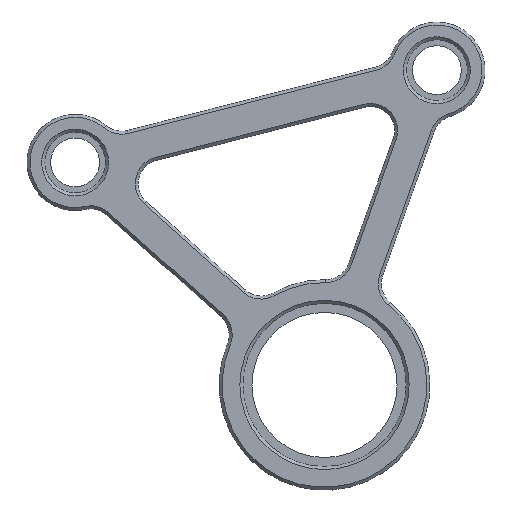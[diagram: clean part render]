
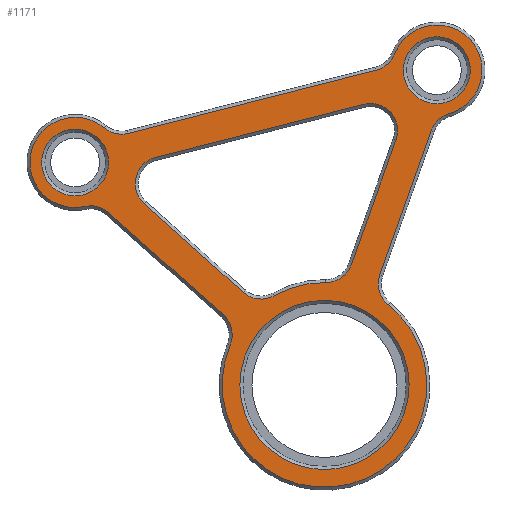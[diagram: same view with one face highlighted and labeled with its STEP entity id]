
A CAD part, left-side view. The second image highlights one B-rep face of the part: STEP entity #1171.
In plain terms, the highlighted planar face has unit normal (-1, 0, 0).
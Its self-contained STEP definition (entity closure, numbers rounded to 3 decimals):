
#39=FACE_BOUND('',#170,.T.);
#40=FACE_BOUND('',#171,.T.);
#41=FACE_BOUND('',#172,.T.);
#42=FACE_BOUND('',#173,.T.);
#51=PLANE('',#1298);
#88=FACE_OUTER_BOUND('',#169,.T.);
#169=EDGE_LOOP('',(#869,#870,#871,#872,#873,#874,#875,#876,#877,#878,#879,
#880));
#170=EDGE_LOOP('',(#881));
#171=EDGE_LOOP('',(#882));
#172=EDGE_LOOP('',(#883));
#173=EDGE_LOOP('',(#884,#885,#886,#887,#888,#889,#890,#891));
#247=LINE('',#1877,#343);
#254=LINE('',#1903,#350);
#258=LINE('',#1915,#354);
#266=LINE('',#1945,#362);
#267=LINE('',#1953,#363);
#268=LINE('',#1961,#364);
#343=VECTOR('',#1473,10.);
#350=VECTOR('',#1500,10.);
#354=VECTOR('',#1512,10.);
#362=VECTOR('',#1546,10.);
#363=VECTOR('',#1553,10.);
#364=VECTOR('',#1560,10.);
#450=CIRCLE('',#1276,4.5);
#451=CIRCLE('',#1278,17.);
#454=CIRCLE('',#1282,4.5);
#456=CIRCLE('',#1286,4.5);
#458=CIRCLE('',#1290,4.5);
#462=CIRCLE('',#1299,7.5);
#463=CIRCLE('',#1300,4.5);
#464=CIRCLE('',#1301,4.5);
#465=CIRCLE('',#1302,17.);
#466=CIRCLE('',#1303,4.5);
#467=CIRCLE('',#1304,4.5);
#468=CIRCLE('',#1305,7.5);
#469=CIRCLE('',#1306,4.5);
#470=CIRCLE('',#1307,4.5);
#471=CIRCLE('',#1308,5.55);
#472=CIRCLE('',#1309,14.05);
#473=CIRCLE('',#1310,5.55);
#532=VERTEX_POINT('',#1874);
#533=VERTEX_POINT('',#1876);
#536=VERTEX_POINT('',#1884);
#538=VERTEX_POINT('',#1889);
#540=VERTEX_POINT('',#1896);
#542=VERTEX_POINT('',#1901);
#544=VERTEX_POINT('',#1908);
#546=VERTEX_POINT('',#1913);
#552=VERTEX_POINT('',#1939);
#553=VERTEX_POINT('',#1940);
#554=VERTEX_POINT('',#1942);
#555=VERTEX_POINT('',#1944);
#556=VERTEX_POINT('',#1946);
#557=VERTEX_POINT('',#1948);
#558=VERTEX_POINT('',#1950);
#559=VERTEX_POINT('',#1952);
#560=VERTEX_POINT('',#1954);
#561=VERTEX_POINT('',#1956);
#562=VERTEX_POINT('',#1958);
#563=VERTEX_POINT('',#1960);
#564=VERTEX_POINT('',#1963);
#565=VERTEX_POINT('',#1965);
#566=VERTEX_POINT('',#1967);
#638=EDGE_CURVE('',#532,#533,#247,.T.);
#643=EDGE_CURVE('',#536,#532,#450,.T.);
#645=EDGE_CURVE('',#538,#536,#451,.T.);
#649=EDGE_CURVE('',#540,#538,#454,.T.);
#651=EDGE_CURVE('',#542,#540,#254,.T.);
#655=EDGE_CURVE('',#544,#542,#456,.T.);
#657=EDGE_CURVE('',#546,#544,#258,.T.);
#660=EDGE_CURVE('',#533,#546,#458,.T.);
#670=EDGE_CURVE('',#552,#553,#462,.T.);
#671=EDGE_CURVE('',#554,#552,#463,.T.);
#672=EDGE_CURVE('',#555,#554,#266,.T.);
#673=EDGE_CURVE('',#556,#555,#464,.T.);
#674=EDGE_CURVE('',#557,#556,#465,.T.);
#675=EDGE_CURVE('',#558,#557,#466,.T.);
#676=EDGE_CURVE('',#559,#558,#267,.T.);
#677=EDGE_CURVE('',#560,#559,#467,.T.);
#678=EDGE_CURVE('',#561,#560,#468,.T.);
#679=EDGE_CURVE('',#562,#561,#469,.T.);
#680=EDGE_CURVE('',#563,#562,#268,.T.);
#681=EDGE_CURVE('',#553,#563,#470,.T.);
#682=EDGE_CURVE('',#564,#564,#471,.T.);
#683=EDGE_CURVE('',#565,#565,#472,.T.);
#684=EDGE_CURVE('',#566,#566,#473,.T.);
#869=ORIENTED_EDGE('',*,*,#670,.F.);
#870=ORIENTED_EDGE('',*,*,#671,.F.);
#871=ORIENTED_EDGE('',*,*,#672,.F.);
#872=ORIENTED_EDGE('',*,*,#673,.F.);
#873=ORIENTED_EDGE('',*,*,#674,.F.);
#874=ORIENTED_EDGE('',*,*,#675,.F.);
#875=ORIENTED_EDGE('',*,*,#676,.F.);
#876=ORIENTED_EDGE('',*,*,#677,.F.);
#877=ORIENTED_EDGE('',*,*,#678,.F.);
#878=ORIENTED_EDGE('',*,*,#679,.F.);
#879=ORIENTED_EDGE('',*,*,#680,.F.);
#880=ORIENTED_EDGE('',*,*,#681,.F.);
#881=ORIENTED_EDGE('',*,*,#682,.F.);
#882=ORIENTED_EDGE('',*,*,#683,.F.);
#883=ORIENTED_EDGE('',*,*,#684,.F.);
#884=ORIENTED_EDGE('',*,*,#638,.F.);
#885=ORIENTED_EDGE('',*,*,#643,.F.);
#886=ORIENTED_EDGE('',*,*,#645,.F.);
#887=ORIENTED_EDGE('',*,*,#649,.F.);
#888=ORIENTED_EDGE('',*,*,#651,.F.);
#889=ORIENTED_EDGE('',*,*,#655,.F.);
#890=ORIENTED_EDGE('',*,*,#657,.F.);
#891=ORIENTED_EDGE('',*,*,#660,.F.);
#1171=ADVANCED_FACE('',(#88,#39,#40,#41,#42),#51,.F.);
#1276=AXIS2_PLACEMENT_3D('',#1886,#1481,#1482);
#1278=AXIS2_PLACEMENT_3D('',#1891,#1486,#1487);
#1282=AXIS2_PLACEMENT_3D('',#1898,#1495,#1496);
#1286=AXIS2_PLACEMENT_3D('',#1910,#1507,#1508);
#1290=AXIS2_PLACEMENT_3D('',#1919,#1518,#1519);
#1298=AXIS2_PLACEMENT_3D('',#1938,#1540,#1541);
#1299=AXIS2_PLACEMENT_3D('',#1941,#1542,#1543);
#1300=AXIS2_PLACEMENT_3D('',#1943,#1544,#1545);
#1301=AXIS2_PLACEMENT_3D('',#1947,#1547,#1548);
#1302=AXIS2_PLACEMENT_3D('',#1949,#1549,#1550);
#1303=AXIS2_PLACEMENT_3D('',#1951,#1551,#1552);
#1304=AXIS2_PLACEMENT_3D('',#1955,#1554,#1555);
#1305=AXIS2_PLACEMENT_3D('',#1957,#1556,#1557);
#1306=AXIS2_PLACEMENT_3D('',#1959,#1558,#1559);
#1307=AXIS2_PLACEMENT_3D('',#1962,#1561,#1562);
#1308=AXIS2_PLACEMENT_3D('',#1964,#1563,#1564);
#1309=AXIS2_PLACEMENT_3D('',#1966,#1565,#1566);
#1310=AXIS2_PLACEMENT_3D('',#1968,#1567,#1568);
#1473=DIRECTION('',(0.,-0.336,0.942));
#1481=DIRECTION('center_axis',(-1.,0.,0.));
#1482=DIRECTION('ref_axis',(0.,-0.571,-0.821));
#1486=DIRECTION('center_axis',(1.,0.,0.));
#1487=DIRECTION('ref_axis',(0.,0.,1.));
#1495=DIRECTION('center_axis',(-1.,0.,0.));
#1496=DIRECTION('ref_axis',(0.,0.109,-0.994));
#1500=DIRECTION('',(0.,-0.746,-0.666));
#1507=DIRECTION('center_axis',(-1.,0.,0.));
#1508=DIRECTION('ref_axis',(0.,0.971,0.237));
#1512=DIRECTION('',(0.,0.969,-0.247));
#1518=DIRECTION('center_axis',(-1.,0.,0.));
#1519=DIRECTION('ref_axis',(0.,-0.739,0.673));
#1540=DIRECTION('center_axis',(1.,0.,0.));
#1541=DIRECTION('ref_axis',(0.,0.,-1.));
#1542=DIRECTION('center_axis',(1.,0.,0.));
#1543=DIRECTION('ref_axis',(0.,0.,1.));
#1544=DIRECTION('center_axis',(-1.,0.,0.));
#1545=DIRECTION('ref_axis',(0.,-0.252,0.968));
#1546=DIRECTION('',(0.,0.746,0.666));
#1547=DIRECTION('center_axis',(-1.,0.,0.));
#1548=DIRECTION('ref_axis',(0.,-0.975,0.221));
#1549=DIRECTION('center_axis',(1.,0.,0.));
#1550=DIRECTION('ref_axis',(0.,0.,-1.));
#1551=DIRECTION('center_axis',(-1.,0.,0.));
#1552=DIRECTION('ref_axis',(0.,0.962,-0.273));
#1553=DIRECTION('',(0.,0.336,-0.942));
#1554=DIRECTION('center_axis',(-1.,0.,0.));
#1555=DIRECTION('ref_axis',(0.,0.684,0.729));
#1556=DIRECTION('center_axis',(1.,0.,0.));
#1557=DIRECTION('ref_axis',(0.,0.,1.));
#1558=DIRECTION('center_axis',(-1.,0.,0.));
#1559=DIRECTION('ref_axis',(0.,-0.662,-0.749));
#1560=DIRECTION('',(0.,-0.969,0.247));
#1561=DIRECTION('center_axis',(-1.,0.,0.));
#1562=DIRECTION('ref_axis',(0.,0.222,-0.975));
#1563=DIRECTION('center_axis',(-1.,0.,0.));
#1564=DIRECTION('ref_axis',(0.,0.,-1.));
#1565=DIRECTION('center_axis',(-1.,0.,0.));
#1566=DIRECTION('ref_axis',(0.,0.,-1.));
#1567=DIRECTION('center_axis',(-1.,0.,0.));
#1568=DIRECTION('ref_axis',(0.,0.,-1.));
#1874=CARTESIAN_POINT('',(57.1,-4.481,-330.015));
#1876=CARTESIAN_POINT('',(57.1,-11.885,-309.278));
#1877=CARTESIAN_POINT('',(57.1,-8.772,-317.998));
#1884=CARTESIAN_POINT('',(57.1,-0.192,-333.001));
#1886=CARTESIAN_POINT('Origin',(57.1,-0.243,-328.501));
#1889=CARTESIAN_POINT('',(57.1,8.31,-335.169));
#1891=CARTESIAN_POINT('Origin',(57.1,0.,-350.));
#1896=CARTESIAN_POINT('',(57.1,13.505,-334.602));
#1898=CARTESIAN_POINT('Origin',(57.1,10.509,-331.244));
#1901=CARTESIAN_POINT('',(57.1,29.936,-319.944));
#1903=CARTESIAN_POINT('',(57.1,13.247,-334.832));
#1908=CARTESIAN_POINT('',(57.1,28.052,-312.225));
#1910=CARTESIAN_POINT('Origin',(57.1,26.94,-316.586));
#1913=CARTESIAN_POINT('',(57.1,-6.535,-303.405));
#1915=CARTESIAN_POINT('',(57.1,25.827,-311.658));
#1919=CARTESIAN_POINT('Origin',(57.1,-7.647,-307.765));
#1938=CARTESIAN_POINT('Origin',(57.1,11.376,-328.616));
#1939=CARTESIAN_POINT('',(57.1,39.782,-320.373));
#1940=CARTESIAN_POINT('',(57.1,36.593,-307.309));
#1941=CARTESIAN_POINT('Origin',(57.1,41.415,-313.053));
#1942=CARTESIAN_POINT('',(57.1,35.806,-321.407));
#1943=CARTESIAN_POINT('Origin',(57.1,38.802,-324.765));
#1944=CARTESIAN_POINT('',(57.1,16.834,-338.333));
#1945=CARTESIAN_POINT('',(57.1,28.083,-328.297));
#1946=CARTESIAN_POINT('',(57.1,15.679,-343.43));
#1947=CARTESIAN_POINT('Origin',(57.1,19.829,-341.691));
#1948=CARTESIAN_POINT('',(57.1,-10.617,-336.723));
#1949=CARTESIAN_POINT('Origin',(57.1,0.,-350.));
#1950=CARTESIAN_POINT('',(57.1,-9.19,-331.696));
#1951=CARTESIAN_POINT('Origin',(57.1,-13.428,-333.209));
#1952=CARTESIAN_POINT('',(57.1,-17.739,-307.752));
#1953=CARTESIAN_POINT('',(57.1,-7.996,-335.04));
#1954=CARTESIAN_POINT('',(57.1,-20.734,-304.94));
#1955=CARTESIAN_POINT('Origin',(57.1,-21.977,-309.265));
#1956=CARTESIAN_POINT('',(57.1,-11.678,-294.998));
#1957=CARTESIAN_POINT('Origin',(57.1,-18.662,-297.732));
#1958=CARTESIAN_POINT('',(57.1,-8.6,-297.718));
#1959=CARTESIAN_POINT('Origin',(57.1,-7.488,-293.357));
#1960=CARTESIAN_POINT('',(57.1,32.588,-308.222));
#1961=CARTESIAN_POINT('',(57.1,3.348,-300.765));
#1962=CARTESIAN_POINT('Origin',(57.1,33.7,-303.862));
#1963=CARTESIAN_POINT('',(57.1,41.415,-307.503));
#1964=CARTESIAN_POINT('Origin',(57.1,41.415,-313.053));
#1965=CARTESIAN_POINT('',(57.1,0.,-335.95));
#1966=CARTESIAN_POINT('Origin',(57.1,0.,-350.));
#1967=CARTESIAN_POINT('',(57.1,-18.662,-292.182));
#1968=CARTESIAN_POINT('Origin',(57.1,-18.662,-297.732));
